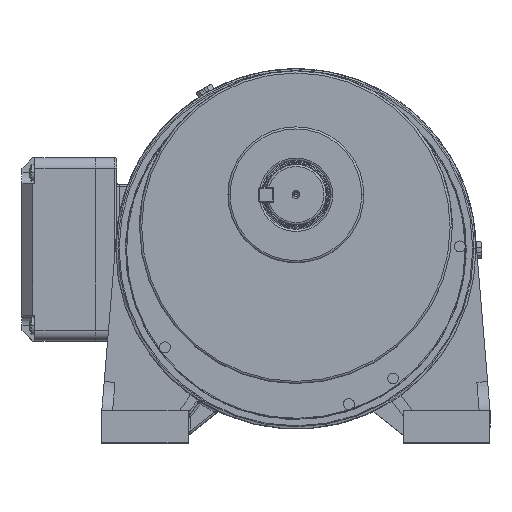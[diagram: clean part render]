
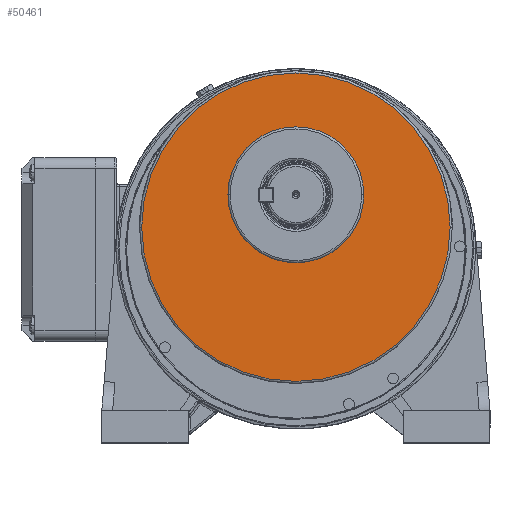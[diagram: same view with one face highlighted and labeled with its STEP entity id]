
A CAD part, top view. The second image highlights one B-rep face of the part: STEP entity #50461.
In plain terms, the highlighted face is planar.
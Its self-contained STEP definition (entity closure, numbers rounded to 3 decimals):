
#7117 = CARTESIAN_POINT ( 'NONE',  ( -71.5, 10., -82. ) ) ;
#7610 = CARTESIAN_POINT ( 'NONE',  ( 71.5, 10., -82. ) ) ;
#7866 = DIRECTION ( 'NONE',  ( 1., 0., 0. ) ) ;
#7868 = DIRECTION ( 'NONE',  ( 0., 0., -1. ) ) ;
#7870 = CARTESIAN_POINT ( 'NONE',  ( 0., 10., -82. ) ) ;
#7871 = AXIS2_PLACEMENT_3D ( 'NONE', #7870, #7868, #7866 ) ;
#7900 = CIRCLE ( 'NONE', #7871, 71.5 ) ;
#8006 = DIRECTION ( 'NONE',  ( 1., 0., 0. ) ) ;
#8008 = DIRECTION ( 'NONE',  ( 0., 0., 1. ) ) ;
#8010 = CARTESIAN_POINT ( 'NONE',  ( 0., 25., -82. ) ) ;
#8011 = AXIS2_PLACEMENT_3D ( 'NONE', #8010, #8008, #8006 ) ;
#8036 = CARTESIAN_POINT ( 'NONE',  ( -31.5, 25., -82. ) ) ;
#8042 = CIRCLE ( 'NONE', #8011, 31.5 ) ;
#8316 = CARTESIAN_POINT ( 'NONE',  ( 31.5, 25., -82. ) ) ;
#11063 = PLANE ( 'NONE',  #11071 ) ;
#11071 = AXIS2_PLACEMENT_3D ( 'NONE', #11081, #11079, #11195 ) ;
#11074 = FACE_BOUND ( 'NONE', #50470, .T. ) ;
#11075 = CIRCLE ( 'NONE', #11174, 31.5 ) ;
#11079 = DIRECTION ( 'NONE',  ( 0., 0., 1. ) ) ;
#11081 = CARTESIAN_POINT ( 'NONE',  ( 0., 10., -82. ) ) ;
#11103 = FACE_OUTER_BOUND ( 'NONE', #50505, .T. ) ;
#11169 = DIRECTION ( 'NONE',  ( 1., 0., 0. ) ) ;
#11171 = DIRECTION ( 'NONE',  ( 0., 0., 1. ) ) ;
#11172 = CARTESIAN_POINT ( 'NONE',  ( 0., 25., -82. ) ) ;
#11174 = AXIS2_PLACEMENT_3D ( 'NONE', #11172, #11171, #11169 ) ;
#11182 = DIRECTION ( 'NONE',  ( 1., 0., 0. ) ) ;
#11184 = DIRECTION ( 'NONE',  ( 0., 0., -1. ) ) ;
#11186 = CARTESIAN_POINT ( 'NONE',  ( 0., 10., -82. ) ) ;
#11195 = DIRECTION ( 'NONE',  ( 1., 0., 0. ) ) ;
#11197 = AXIS2_PLACEMENT_3D ( 'NONE', #11186, #11184, #11182 ) ;
#11199 = CIRCLE ( 'NONE', #11197, 71.5 ) ;
#49093 = VERTEX_POINT ( 'NONE', #7117 ) ;
#49209 = VERTEX_POINT ( 'NONE', #7610 ) ;
#49312 = EDGE_CURVE ( 'NONE', #49093, #49209, #7900, .T. ) ;
#49355 = VERTEX_POINT ( 'NONE', #8036 ) ;
#49359 = EDGE_CURVE ( 'NONE', #49450, #49355, #8042, .T. ) ;
#49450 = VERTEX_POINT ( 'NONE', #8316 ) ;
#50461 = ADVANCED_FACE ( 'NONE', ( #11103, #11074 ), #11063, .F. ) ;
#50464 = ORIENTED_EDGE ( 'NONE', *, *, #49312, .T. ) ;
#50466 = EDGE_CURVE ( 'NONE', #49209, #49093, #11199, .T. ) ;
#50468 = EDGE_CURVE ( 'NONE', #49355, #49450, #11075, .T. ) ;
#50470 = EDGE_LOOP ( 'NONE', ( #50473, #50476 ) ) ;
#50473 = ORIENTED_EDGE ( 'NONE', *, *, #49359, .T. ) ;
#50476 = ORIENTED_EDGE ( 'NONE', *, *, #50468, .T. ) ;
#50492 = ORIENTED_EDGE ( 'NONE', *, *, #50466, .T. ) ;
#50505 = EDGE_LOOP ( 'NONE', ( #50492, #50464 ) ) ;
